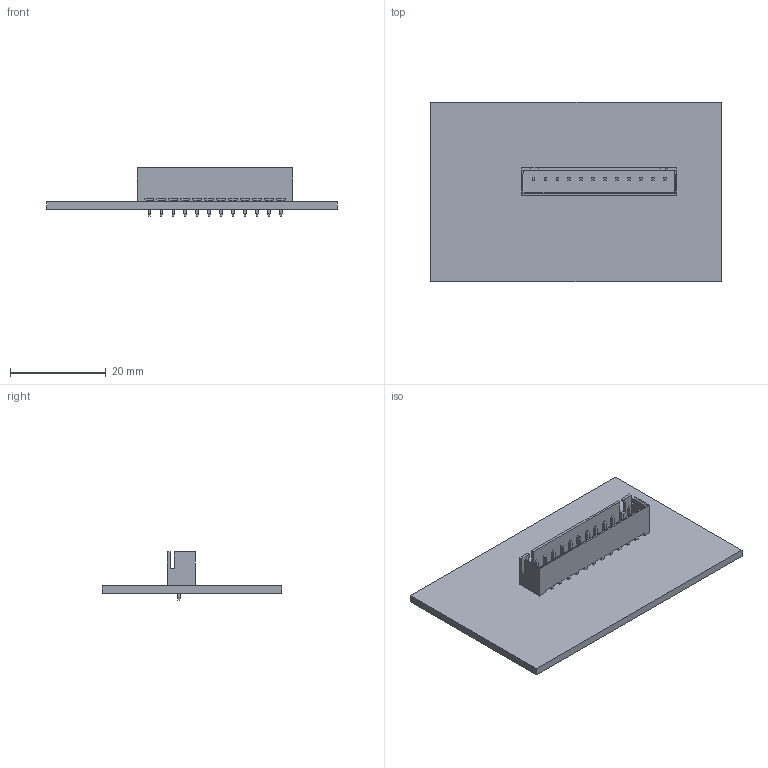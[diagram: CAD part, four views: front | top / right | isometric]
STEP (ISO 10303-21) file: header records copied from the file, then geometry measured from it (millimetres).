
FILE_DESCRIPTION(('Designed by EasyEDA Pro'),'2;1');
FILE_NAME('Open CASCADE Shape Model','2024-03-27T20:14:48',('Author'),( 'Open CASCADE'),'Open CASCADE STEP processor 7.6','Open CASCADE 7.6' ,'Unknown');
FILE_SCHEMA(('AUTOMOTIVE_DESIGN { 1 0 10303 214 1 1 1 1 }'));
Length unit declared in the file: millimetre
Products named in the file (5): PCBModel; COMPOUND; CN1; CONN-TH_12P-P2.50_HCTL_XH-12A_C2908610
Assembly tree (4 placements, depth 4):
  PCBModel
    COMPOUND
    CN1
      CONN-TH_12P-P2.50_HCTL_XH-12A_C2908610
        COMPOUND
Bounding box: 60.68 x 37.44 x 10.1 mm (x, y, z)
Volume: 4169.2 mm3; surface area: 6392.6 mm2
Topology: 15 solids, 15 shells, 646 faces, 1672 edges, 1082 vertices
Faces by surface type: plane 519, bspline 112, cylinder 15
Full cylindrical faces by diameter (mm): 1 x12
Entity records: 26637 total; most frequent: CARTESIAN_POINT 5489, ORIENTED_EDGE 3344, DIRECTION 2552, EDGE_CURVE 1672, LINE 1414, VECTOR 1414, VERTEX_POINT 1082, FACE_BOUND 708
